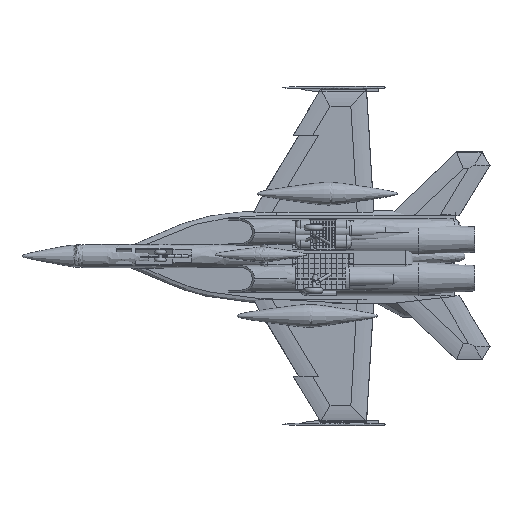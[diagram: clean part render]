
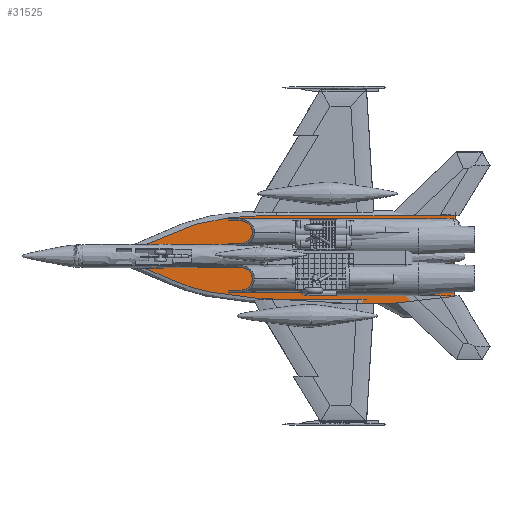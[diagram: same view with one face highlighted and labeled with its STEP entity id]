
A CAD part, front view. The second image highlights one B-rep face of the part: STEP entity #31525.
In plain terms, the highlighted planar face has unit normal (0, -1, 0).
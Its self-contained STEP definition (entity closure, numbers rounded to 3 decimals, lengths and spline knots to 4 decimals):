
#1788=FACE_OUTER_BOUND('',#3955,.T.);
#3955=EDGE_LOOP('',(#22018,#22019,#22020,#22021,#22022,#22023,#22024,#22025,
#22026,#22027,#22028,#22029,#22030));
#6159=LINE('',#50152,#9875);
#6163=LINE('',#50165,#9879);
#6167=LINE('',#50351,#9883);
#6170=LINE('',#50357,#9886);
#6171=LINE('',#50359,#9887);
#6172=LINE('',#50360,#9888);
#6173=LINE('',#50362,#9889);
#6174=LINE('',#50363,#9890);
#6175=LINE('',#50365,#9891);
#6176=LINE('',#50367,#9892);
#6177=LINE('',#50368,#9893);
#9875=VECTOR('',#37409,10.);
#9879=VECTOR('',#37419,0.125);
#9883=VECTOR('',#37433,10.);
#9886=VECTOR('',#37438,10.);
#9887=VECTOR('',#37439,10.);
#9888=VECTOR('',#37440,10.);
#9889=VECTOR('',#37441,10.);
#9890=VECTOR('',#37442,10.);
#9891=VECTOR('',#37443,10.);
#9892=VECTOR('',#37444,10.);
#9893=VECTOR('',#37445,10.);
#13384=B_SPLINE_CURVE_WITH_KNOTS('',3,(#50226,#50227,#50228,#50229,#50230,
#50231,#50232,#50233,#50234),.UNSPECIFIED.,.F.,.F.,(4,1,1,1,1,1,4),(0.0284,
0.0543,0.1086,0.1629,0.2172,0.2987,
0.3802),.UNSPECIFIED.);
#13386=B_SPLINE_CURVE_WITH_KNOTS('',3,(#50310,#50311,#50312,#50313,#50314,
#50315,#50316,#50317),.UNSPECIFIED.,.F.,.F.,(4,2,1,1,4),(-0.2336,
0.,0.1899,0.2611,0.2999),.UNSPECIFIED.);
#13899=VERTEX_POINT('',#50149);
#13900=VERTEX_POINT('',#50151);
#13905=VERTEX_POINT('',#50162);
#13906=VERTEX_POINT('',#50164);
#13909=VERTEX_POINT('',#50215);
#13912=VERTEX_POINT('',#50302);
#13913=VERTEX_POINT('',#50309);
#13915=VERTEX_POINT('',#50350);
#13917=VERTEX_POINT('',#50356);
#13918=VERTEX_POINT('',#50358);
#13919=VERTEX_POINT('',#50361);
#13920=VERTEX_POINT('',#50364);
#13921=VERTEX_POINT('',#50366);
#17004=EDGE_CURVE('',#13899,#13900,#6159,.T.);
#17010=EDGE_CURVE('',#13905,#13906,#6163,.T.);
#17014=EDGE_CURVE('',#13909,#13905,#13384,.T.);
#17020=EDGE_CURVE('',#13912,#13913,#13386,.T.);
#17023=EDGE_CURVE('',#13913,#13915,#6167,.T.);
#17026=EDGE_CURVE('',#13917,#13899,#6170,.T.);
#17027=EDGE_CURVE('',#13917,#13918,#6171,.T.);
#17028=EDGE_CURVE('',#13906,#13918,#6172,.T.);
#17029=EDGE_CURVE('',#13919,#13909,#6173,.T.);
#17030=EDGE_CURVE('',#13919,#13915,#6174,.T.);
#17031=EDGE_CURVE('',#13920,#13912,#6175,.T.);
#17032=EDGE_CURVE('',#13920,#13921,#6176,.T.);
#17033=EDGE_CURVE('',#13921,#13900,#6177,.T.);
#22018=ORIENTED_EDGE('',*,*,#17004,.F.);
#22019=ORIENTED_EDGE('',*,*,#17026,.F.);
#22020=ORIENTED_EDGE('',*,*,#17027,.T.);
#22021=ORIENTED_EDGE('',*,*,#17028,.F.);
#22022=ORIENTED_EDGE('',*,*,#17010,.F.);
#22023=ORIENTED_EDGE('',*,*,#17014,.F.);
#22024=ORIENTED_EDGE('',*,*,#17029,.F.);
#22025=ORIENTED_EDGE('',*,*,#17030,.T.);
#22026=ORIENTED_EDGE('',*,*,#17023,.F.);
#22027=ORIENTED_EDGE('',*,*,#17020,.F.);
#22028=ORIENTED_EDGE('',*,*,#17031,.F.);
#22029=ORIENTED_EDGE('',*,*,#17032,.T.);
#22030=ORIENTED_EDGE('',*,*,#17033,.T.);
#29498=PLANE('',#34316);
#31525=ADVANCED_FACE('',(#1788),#29498,.T.);
#34316=AXIS2_PLACEMENT_3D('',#50355,#37436,#37437);
#37409=DIRECTION('',(0.,0.,-1.));
#37419=DIRECTION('',(1.,0.,-0.001));
#37433=DIRECTION('',(1.,0.,0.));
#37436=DIRECTION('center_axis',(0.,-1.,0.));
#37437=DIRECTION('ref_axis',(-0.001,0.,
-1.));
#37438=DIRECTION('',(1.,0.,-0.015));
#37439=DIRECTION('',(1.,0.,-0.001));
#37440=DIRECTION('',(-0.001,0.,-1.));
#37441=DIRECTION('',(-1.,0.,0.));
#37442=DIRECTION('',(0.,0.,-1.));
#37443=DIRECTION('',(-1.,0.,0.006));
#37444=DIRECTION('',(1.,0.,0.));
#37445=DIRECTION('',(0.994,0.,0.112));
#50149=CARTESIAN_POINT('',(7.6033,-4.3016,0.4107));
#50151=CARTESIAN_POINT('',(7.6033,-4.3016,-0.8892));
#50152=CARTESIAN_POINT('',(7.6033,-4.3016,0.5777));
#50162=CARTESIAN_POINT('',(2.9975,-4.3016,1.1987));
#50164=CARTESIAN_POINT('',(7.6137,-4.3016,1.1929));
#50165=CARTESIAN_POINT('',(5.4137,-4.3016,1.1957));
#50215=CARTESIAN_POINT('',(-0.399,-4.3016,0.4446));
#50226=CARTESIAN_POINT('Ctrl Pts',(-0.399,-4.3016,
0.4445));
#50227=CARTESIAN_POINT('Ctrl Pts',(-0.3196,-4.3016,
0.4791));
#50228=CARTESIAN_POINT('Ctrl Pts',(-0.0745,-4.3016,
0.5865));
#50229=CARTESIAN_POINT('Ctrl Pts',(0.3344,-4.3016,
0.77));
#50230=CARTESIAN_POINT('Ctrl Pts',(0.8426,-4.3016,
0.9664));
#50231=CARTESIAN_POINT('Ctrl Pts',(1.4613,-4.3016,1.1123));
#50232=CARTESIAN_POINT('Ctrl Pts',(2.1828,-4.3016,1.1862));
#50233=CARTESIAN_POINT('Ctrl Pts',(2.726,-4.3016,1.1991));
#50234=CARTESIAN_POINT('Ctrl Pts',(2.9975,-4.3016,1.1987));
#50302=CARTESIAN_POINT('',(4.8041,-4.3016,-1.0685));
#50309=CARTESIAN_POINT('',(-0.411,-4.3016,-0.1628));
#50310=CARTESIAN_POINT('Ctrl Pts',(4.8041,-4.3016,-1.0685));
#50311=CARTESIAN_POINT('Ctrl Pts',(4.0268,-4.3016,-1.0234));
#50312=CARTESIAN_POINT('Ctrl Pts',(3.2494,-4.3016,-0.9783));
#50313=CARTESIAN_POINT('Ctrl Pts',(1.8402,-4.3016,-0.8965));
#50314=CARTESIAN_POINT('Ctrl Pts',(0.9577,-4.3016,-0.7711));
#50315=CARTESIAN_POINT('Ctrl Pts',(0.0451,-4.3016,
-0.3583));
#50316=CARTESIAN_POINT('Ctrl Pts',(-0.2914,-4.3016,
-0.212));
#50317=CARTESIAN_POINT('Ctrl Pts',(-0.4111,-4.3016,
-0.1631));
#50350=CARTESIAN_POINT('',(0.0659,-4.3016,-0.1628));
#50351=CARTESIAN_POINT('',(-0.7542,-4.3016,-0.1628));
#50355=CARTESIAN_POINT('Origin',(5.4138,-4.3016,1.3181));
#50356=CARTESIAN_POINT('',(5.4127,-4.3016,0.4446));
#50357=CARTESIAN_POINT('',(5.4127,-4.3016,0.4446));
#50358=CARTESIAN_POINT('',(7.6127,-4.3016,0.4418));
#50359=CARTESIAN_POINT('',(5.4127,-4.3016,0.4446));
#50360=CARTESIAN_POINT('',(7.6138,-4.3016,1.3153));
#50361=CARTESIAN_POINT('',(0.0659,-4.3016,0.4446));
#50362=CARTESIAN_POINT('',(5.4127,-4.3016,0.4446));
#50363=CARTESIAN_POINT('',(0.0659,-4.3016,0.4446));
#50364=CARTESIAN_POINT('',(5.4033,-4.3016,-1.0718));
#50365=CARTESIAN_POINT('',(5.4033,-4.3016,-1.0718));
#50366=CARTESIAN_POINT('',(5.9901,-4.3016,-1.0718));
#50367=CARTESIAN_POINT('',(5.4033,-4.3016,-1.0718));
#50368=CARTESIAN_POINT('',(5.8391,-4.3016,-1.0889));
